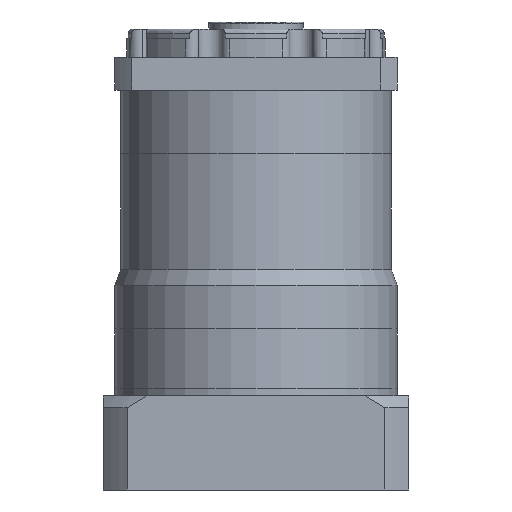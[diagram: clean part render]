
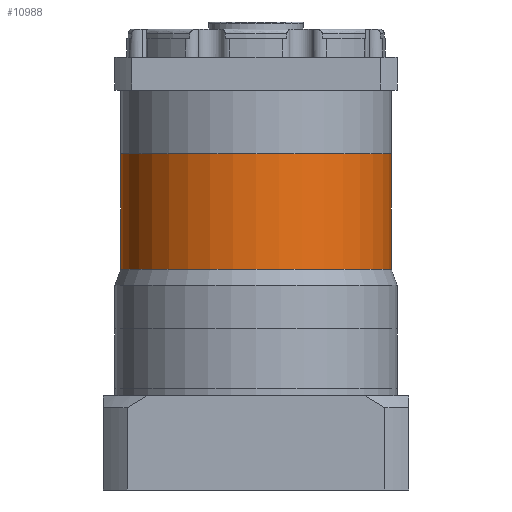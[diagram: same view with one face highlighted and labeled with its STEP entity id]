
A CAD part, front view. The second image highlights one B-rep face of the part: STEP entity #10988.
In plain terms, the highlighted cylindrical face has radius 57.5 mm (diameter 115 mm), a partial arc.
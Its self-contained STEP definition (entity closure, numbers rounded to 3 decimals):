
#655 = VERTEX_POINT ( 'NONE', #1607 ) ;
#720 = CARTESIAN_POINT ( 'NONE',  ( 0., 0., 103. ) ) ;
#923 = VECTOR ( 'NONE', #7108, 1000. ) ;
#1104 = LINE ( 'NONE', #11643, #8137 ) ;
#1364 = ORIENTED_EDGE ( 'NONE', *, *, #4988, .T. ) ;
#1395 = CARTESIAN_POINT ( 'NONE',  ( 0., 0., 53.83 ) ) ;
#1607 = CARTESIAN_POINT ( 'NONE',  ( -57.5, 0., 53.83 ) ) ;
#1649 = DIRECTION ( 'NONE',  ( 1., 0., 0. ) ) ;
#1695 = CARTESIAN_POINT ( 'NONE',  ( 0., 0., 144. ) ) ;
#2030 = ORIENTED_EDGE ( 'NONE', *, *, #3029, .F. ) ;
#2316 = DIRECTION ( 'NONE',  ( 1., 0., 0. ) ) ;
#2380 = AXIS2_PLACEMENT_3D ( 'NONE', #720, #7176, #1649 ) ;
#3029 = EDGE_CURVE ( 'NONE', #8095, #7519, #10487, .T. ) ;
#3223 = ORIENTED_EDGE ( 'NONE', *, *, #9622, .T. ) ;
#3279 = FACE_OUTER_BOUND ( 'NONE', #4197, .T. ) ;
#3435 = CIRCLE ( 'NONE', #10047, 57.5 ) ;
#4176 = CARTESIAN_POINT ( 'NONE',  ( 57.5, 0., 103. ) ) ;
#4197 = EDGE_LOOP ( 'NONE', ( #2030, #11165, #3223, #1364 ) ) ;
#4415 = CIRCLE ( 'NONE', #2380, 57.5 ) ;
#4571 = CYLINDRICAL_SURFACE ( 'NONE', #7116, 57.5 ) ;
#4988 = EDGE_CURVE ( 'NONE', #655, #7519, #3435, .T. ) ;
#5706 = CARTESIAN_POINT ( 'NONE',  ( -57.5, 0., 103. ) ) ;
#6041 = VERTEX_POINT ( 'NONE', #5706 ) ;
#6280 = DIRECTION ( 'NONE',  ( 0., 0., -1. ) ) ;
#6335 = DIRECTION ( 'NONE',  ( -1., 0., 0. ) ) ;
#7108 = DIRECTION ( 'NONE',  ( 0., 0., -1. ) ) ;
#7116 = AXIS2_PLACEMENT_3D ( 'NONE', #1695, #8116, #6335 ) ;
#7176 = DIRECTION ( 'NONE',  ( 0., 0., 1. ) ) ;
#7249 = CARTESIAN_POINT ( 'NONE',  ( 57.5, 0., 144. ) ) ;
#7519 = VERTEX_POINT ( 'NONE', #9402 ) ;
#7820 = DIRECTION ( 'NONE',  ( 0., 0., 1. ) ) ;
#8095 = VERTEX_POINT ( 'NONE', #4176 ) ;
#8116 = DIRECTION ( 'NONE',  ( 0., 0., -1. ) ) ;
#8137 = VECTOR ( 'NONE', #6280, 1000. ) ;
#9124 = EDGE_CURVE ( 'NONE', #6041, #8095, #4415, .T. ) ;
#9402 = CARTESIAN_POINT ( 'NONE',  ( 57.5, 0., 53.83 ) ) ;
#9622 = EDGE_CURVE ( 'NONE', #6041, #655, #1104, .T. ) ;
#10047 = AXIS2_PLACEMENT_3D ( 'NONE', #1395, #7820, #2316 ) ;
#10487 = LINE ( 'NONE', #7249, #923 ) ;
#10988 = ADVANCED_FACE ( 'NONE', ( #3279 ), #4571, .T. ) ;
#11165 = ORIENTED_EDGE ( 'NONE', *, *, #9124, .F. ) ;
#11643 = CARTESIAN_POINT ( 'NONE',  ( -57.5, 0., 144. ) ) ;
